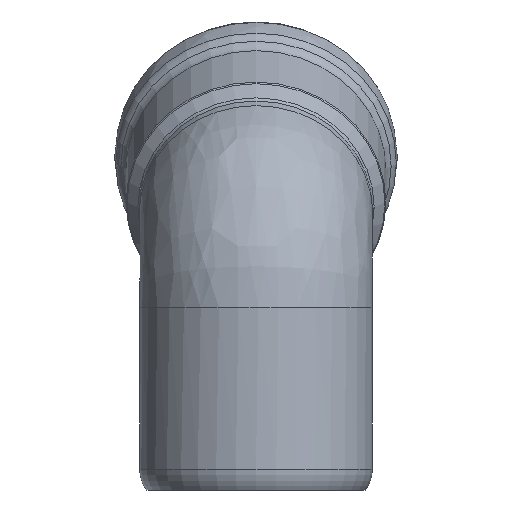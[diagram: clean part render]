
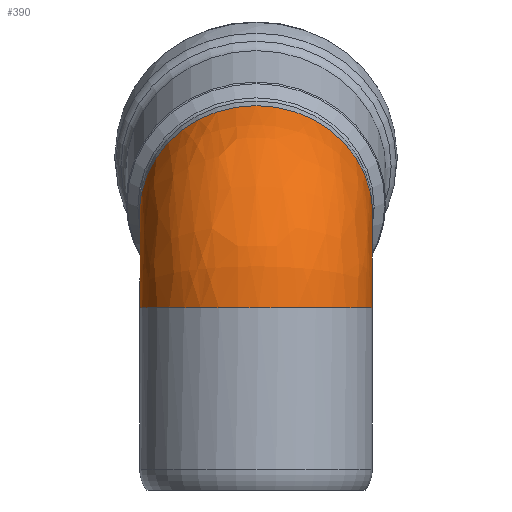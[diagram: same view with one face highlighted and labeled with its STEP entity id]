
A CAD part, left-side view. The second image highlights one B-rep face of the part: STEP entity #390.
In plain terms, the highlighted free-form (B-spline) face has degree [2, 2] with [9, 3] control points.
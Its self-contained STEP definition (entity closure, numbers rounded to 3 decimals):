
#19=(
BOUNDED_SURFACE()
B_SPLINE_SURFACE(2,2,((#831,#832,#833),(#834,#835,#836),(#837,#838,#839),
(#840,#841,#842),(#843,#844,#845),(#846,#847,#848),(#849,#850,#851),(#852,
#853,#854),(#855,#856,#857)),.UNSPECIFIED.,.F.,.F.,.F.)
B_SPLINE_SURFACE_WITH_KNOTS((3,2,2,2,3),(3,3),(-2.564,-1.282,
0.,1.282,2.564),(-1.571,
-0.393),.UNSPECIFIED.)
GEOMETRIC_REPRESENTATION_ITEM()
RATIONAL_B_SPLINE_SURFACE(((1.,0.831,1.),(0.801,
0.666,0.801),(1.,0.831,1.),(0.801,
0.666,0.801),(1.,0.831,1.),(0.801,
0.666,0.801),(1.,0.831,1.),(0.801,
0.666,0.801),(1.,0.831,1.)))
REPRESENTATION_ITEM('')
SURFACE()
);
#23=B_SPLINE_CURVE_WITH_KNOTS('',3,(#637,#638,#639,#640,#641,#642,#643,
#644,#645,#646,#647,#648,#649),.UNSPECIFIED.,.F.,.F.,(4,3,3,3,4),(-0.001,
0.059,0.111,0.118,0.194),
 .UNSPECIFIED.);
#24=B_SPLINE_CURVE_WITH_KNOTS('',3,(#653,#654,#655,#656,#657,#658,#659,
#660,#661,#662,#663,#664,#665),.UNSPECIFIED.,.F.,.F.,(4,3,3,3,4),(-0.001,
0.076,0.083,0.135,0.194),
 .UNSPECIFIED.);
#96=FACE_OUTER_BOUND('',#154,.T.);
#154=EDGE_LOOP('',(#339,#340,#341,#342));
#163=CIRCLE('',#408,39.);
#167=CIRCLE('',#415,39.);
#196=VERTEX_POINT('',#635);
#197=VERTEX_POINT('',#636);
#198=VERTEX_POINT('',#650);
#199=VERTEX_POINT('',#652);
#231=EDGE_CURVE('',#196,#197,#23,.T.);
#233=EDGE_CURVE('',#199,#198,#24,.T.);
#237=EDGE_CURVE('',#198,#196,#163,.T.);
#241=EDGE_CURVE('',#199,#197,#167,.T.);
#339=ORIENTED_EDGE('',*,*,#233,.T.);
#340=ORIENTED_EDGE('',*,*,#237,.T.);
#341=ORIENTED_EDGE('',*,*,#231,.T.);
#342=ORIENTED_EDGE('',*,*,#241,.F.);
#390=ADVANCED_FACE('',(#96),#19,.F.);
#408=AXIS2_PLACEMENT_3D('',#702,#488,#489);
#415=AXIS2_PLACEMENT_3D('',#711,#502,#503);
#488=DIRECTION('center_axis',(0.,0.,1.));
#489=DIRECTION('ref_axis',(-1.,0.,0.));
#502=DIRECTION('center_axis',(0.924,0.,0.383));
#503=DIRECTION('ref_axis',(-0.383,0.,0.924));
#635=CARTESIAN_POINT('',(32.627,-21.366,61.081));
#636=CARTESIAN_POINT('',(33.66,-21.366,62.627));
#637=CARTESIAN_POINT('Ctrl Pts',(32.627,-21.366,61.081));
#638=CARTESIAN_POINT('Ctrl Pts',(32.646,-21.336,61.278));
#639=CARTESIAN_POINT('Ctrl Pts',(32.695,-21.316,61.472));
#640=CARTESIAN_POINT('Ctrl Pts',(32.772,-21.304,61.656));
#641=CARTESIAN_POINT('Ctrl Pts',(32.838,-21.294,61.813));
#642=CARTESIAN_POINT('Ctrl Pts',(32.925,-21.29,61.961));
#643=CARTESIAN_POINT('Ctrl Pts',(33.029,-21.294,62.096));
#644=CARTESIAN_POINT('Ctrl Pts',(33.044,-21.295,62.116));
#645=CARTESIAN_POINT('Ctrl Pts',(33.06,-21.295,62.135));
#646=CARTESIAN_POINT('Ctrl Pts',(33.075,-21.296,62.154));
#647=CARTESIAN_POINT('Ctrl Pts',(33.239,-21.305,62.349));
#648=CARTESIAN_POINT('Ctrl Pts',(33.437,-21.329,62.509));
#649=CARTESIAN_POINT('Ctrl Pts',(33.66,-21.366,62.627));
#650=CARTESIAN_POINT('',(32.627,21.366,61.081));
#652=CARTESIAN_POINT('',(33.66,21.366,62.627));
#653=CARTESIAN_POINT('Ctrl Pts',(33.66,21.366,62.627));
#654=CARTESIAN_POINT('Ctrl Pts',(33.437,21.329,62.509));
#655=CARTESIAN_POINT('Ctrl Pts',(33.239,21.305,62.349));
#656=CARTESIAN_POINT('Ctrl Pts',(33.075,21.296,62.154));
#657=CARTESIAN_POINT('Ctrl Pts',(33.06,21.295,62.135));
#658=CARTESIAN_POINT('Ctrl Pts',(33.044,21.295,62.116));
#659=CARTESIAN_POINT('Ctrl Pts',(33.029,21.294,62.096));
#660=CARTESIAN_POINT('Ctrl Pts',(32.925,21.29,61.961));
#661=CARTESIAN_POINT('Ctrl Pts',(32.838,21.294,61.813));
#662=CARTESIAN_POINT('Ctrl Pts',(32.772,21.304,61.656));
#663=CARTESIAN_POINT('Ctrl Pts',(32.695,21.316,61.472));
#664=CARTESIAN_POINT('Ctrl Pts',(32.646,21.336,61.278));
#665=CARTESIAN_POINT('Ctrl Pts',(32.627,21.366,61.081));
#702=CARTESIAN_POINT('Origin',(0.,0.,61.081));
#711=CARTESIAN_POINT('Origin',(21.174,0.,92.771));
#831=CARTESIAN_POINT('Ctrl Pts',(32.677,-21.289,61.081));
#832=CARTESIAN_POINT('Ctrl Pts',(32.677,-21.289,62.166));
#833=CARTESIAN_POINT('Ctrl Pts',(33.679,-21.289,62.581));
#834=CARTESIAN_POINT('Ctrl Pts',(16.791,-45.671,61.081));
#835=CARTESIAN_POINT('Ctrl Pts',(16.791,-45.671,72.78));
#836=CARTESIAN_POINT('Ctrl Pts',(27.6,-45.671,77.257));
#837=CARTESIAN_POINT('Ctrl Pts',(-11.104,-37.386,61.081));
#838=CARTESIAN_POINT('Ctrl Pts',(-11.104,-37.386,91.42));
#839=CARTESIAN_POINT('Ctrl Pts',(16.925,-37.386,103.03));
#840=CARTESIAN_POINT('Ctrl Pts',(-39.,-29.1,61.081));
#841=CARTESIAN_POINT('Ctrl Pts',(-39.,-29.1,110.059));
#842=CARTESIAN_POINT('Ctrl Pts',(6.249,-29.1,128.802));
#843=CARTESIAN_POINT('Ctrl Pts',(-39.,0.,61.081));
#844=CARTESIAN_POINT('Ctrl Pts',(-39.,0.,
110.059));
#845=CARTESIAN_POINT('Ctrl Pts',(6.249,0.,
128.802));
#846=CARTESIAN_POINT('Ctrl Pts',(-39.,29.1,61.081));
#847=CARTESIAN_POINT('Ctrl Pts',(-39.,29.1,110.059));
#848=CARTESIAN_POINT('Ctrl Pts',(6.249,29.1,128.802));
#849=CARTESIAN_POINT('Ctrl Pts',(-11.104,37.386,61.081));
#850=CARTESIAN_POINT('Ctrl Pts',(-11.104,37.386,91.42));
#851=CARTESIAN_POINT('Ctrl Pts',(16.925,37.386,103.03));
#852=CARTESIAN_POINT('Ctrl Pts',(16.791,45.671,61.081));
#853=CARTESIAN_POINT('Ctrl Pts',(16.791,45.671,72.78));
#854=CARTESIAN_POINT('Ctrl Pts',(27.6,45.671,77.257));
#855=CARTESIAN_POINT('Ctrl Pts',(32.677,21.289,61.081));
#856=CARTESIAN_POINT('Ctrl Pts',(32.677,21.289,62.166));
#857=CARTESIAN_POINT('Ctrl Pts',(33.679,21.289,62.581));
